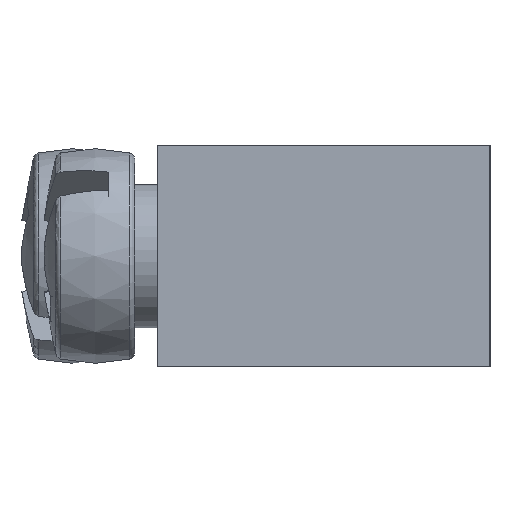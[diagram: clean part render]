
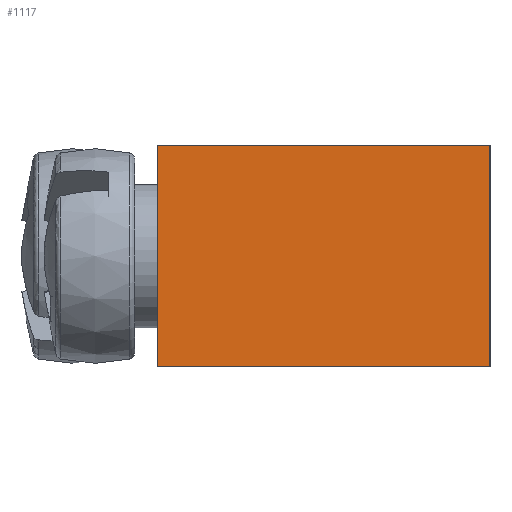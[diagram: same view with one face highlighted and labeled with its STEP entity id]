
A CAD part, left-side view. The second image highlights one B-rep face of the part: STEP entity #1117.
In plain terms, the highlighted planar face has unit normal (-1, 0, 0).
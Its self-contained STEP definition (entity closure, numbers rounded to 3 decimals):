
#63=LINE('',#1726,#97);
#65=LINE('',#1749,#99);
#70=LINE('',#2058,#104);
#71=LINE('',#2060,#105);
#97=VECTOR('',#1322,9.);
#99=VECTOR('',#1344,9.);
#104=VECTOR('',#1473,6.);
#105=VECTOR('',#1476,6.);
#132=PLANE('',#1229);
#355=FACE_OUTER_BOUND('',#480,.T.);
#480=EDGE_LOOP('',(#876,#877,#878,#879));
#544=VERTEX_POINT('',#1719);
#547=VERTEX_POINT('',#1724);
#557=VERTEX_POINT('',#1746);
#558=VERTEX_POINT('',#1748);
#650=EDGE_CURVE('',#547,#544,#63,.T.);
#660=EDGE_CURVE('',#557,#558,#65,.T.);
#702=EDGE_CURVE('',#558,#547,#70,.T.);
#703=EDGE_CURVE('',#544,#557,#71,.T.);
#876=ORIENTED_EDGE('',*,*,#702,.F.);
#877=ORIENTED_EDGE('',*,*,#660,.F.);
#878=ORIENTED_EDGE('',*,*,#703,.F.);
#879=ORIENTED_EDGE('',*,*,#650,.F.);
#1117=ADVANCED_FACE('',(#355),#132,.T.);
#1229=AXIS2_PLACEMENT_3D('',#2059,#1474,#1475);
#1322=DIRECTION('',(0.,1.,0.));
#1344=DIRECTION('',(0.,-1.,0.));
#1473=DIRECTION('',(0.,0.,-1.));
#1474=DIRECTION('center_axis',(-1.,0.,0.));
#1475=DIRECTION('ref_axis',(0.,-1.,0.));
#1476=DIRECTION('',(0.,0.,1.));
#1719=CARTESIAN_POINT('',(-33.,4.5,-3.));
#1724=CARTESIAN_POINT('',(-33.,-4.5,-3.));
#1726=CARTESIAN_POINT('',(-33.,-4.5,-3.));
#1746=CARTESIAN_POINT('',(-33.,4.5,3.));
#1748=CARTESIAN_POINT('',(-33.,-4.5,3.));
#1749=CARTESIAN_POINT('',(-33.,-4.5,3.));
#2058=CARTESIAN_POINT('',(-33.,-4.5,0.));
#2059=CARTESIAN_POINT('Origin',(-33.,4.5,0.));
#2060=CARTESIAN_POINT('',(-33.,4.5,0.));
